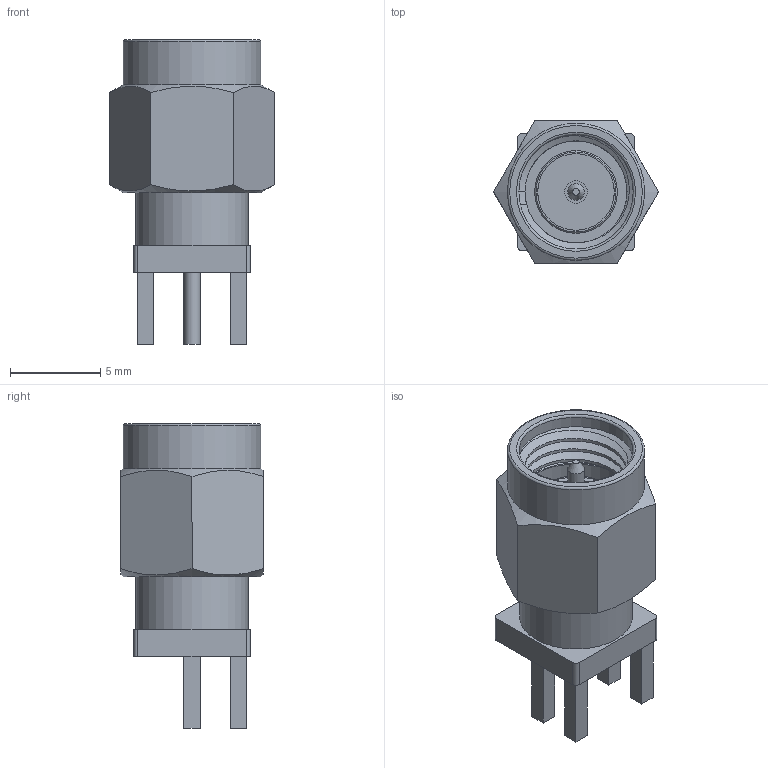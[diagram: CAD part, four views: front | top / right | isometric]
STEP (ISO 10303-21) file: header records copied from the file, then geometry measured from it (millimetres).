
FILE_DESCRIPTION(('FreeCAD Model'),'2;1');
FILE_NAME('Open CASCADE Shape Model','2021-05-22T01:16:16',('Author'),( ''),'Open CASCADE STEP processor 7.5','FreeCAD','Unknown');
FILE_SCHEMA(('AUTOMOTIVE_DESIGN { 1 0 10303 214 1 1 1 1 }'));
Length unit declared in the file: millimetre
Products named in the file (8): SMA_male_edge_6_5x6_5_2; Nut; Key; Sleeve; Gasket; Base; Dielectric; Pin
Assembly tree (7 placements, depth 2):
  SMA_male_edge_6_5x6_5_2
    Nut
    Key
    Sleeve
    Gasket
    Base
    Dielectric
    Pin
Bounding box: 9.15 x 7.92 x 16.93 mm (x, y, z)
Volume: 463.4 mm3; surface area: 1317.1 mm2
Topology: 7 solids, 7 shells, 104 faces, 212 edges, 133 vertices
Faces by surface type: plane 55, cylinder 28, bspline 10, cone 9, torus 2
Full cylindrical faces by diameter (mm): 0.9 x1, 0.921 x1, 1.27 x2, 4.25 x1, 4.255 x2, 4.592 x3, 5.664 x2, 6.25 x3, 6.35 x3, 7 x1, 7.62 x1
Entity records: 8211 total; most frequent: CARTESIAN_POINT 3664, DIRECTION 811, ORIENTED_EDGE 424, PCURVE 424, DEFINITIONAL_REPRESENTATION 424, LINE 407, VECTOR 407, EDGE_CURVE 212
